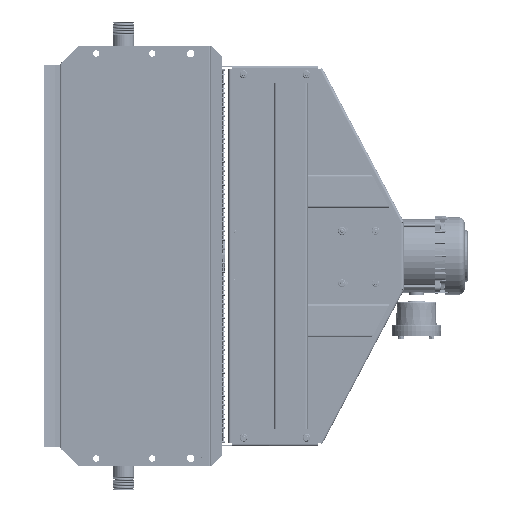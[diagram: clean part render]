
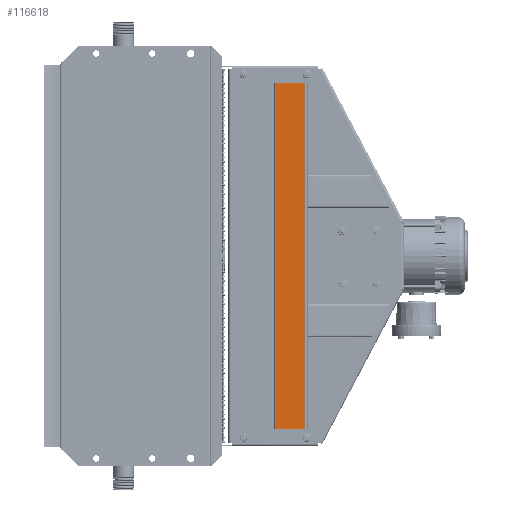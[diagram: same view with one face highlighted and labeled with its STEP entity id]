
A CAD part, front view. The second image highlights one B-rep face of the part: STEP entity #116618.
In plain terms, the highlighted planar face has unit normal (0, -1, 0).
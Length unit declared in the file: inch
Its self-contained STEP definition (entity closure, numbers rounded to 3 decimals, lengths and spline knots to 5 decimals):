
#1839 = CARTESIAN_POINT ( 'NONE',  ( 16.26456, -6.0049, 15.5 ) ) ;
#15283 = VERTEX_POINT ( 'NONE', #53909 ) ;
#32003 = EDGE_CURVE ( 'NONE', #261147, #15283, #116984, .T. ) ;
#45535 = CARTESIAN_POINT ( 'NONE',  ( 13.47456, -6.0049, -15.5 ) ) ;
#53909 = CARTESIAN_POINT ( 'NONE',  ( 13.68456, -6.0049, 15.5 ) ) ;
#69734 = PLANE ( 'NONE',  #198224 ) ;
#70272 = CARTESIAN_POINT ( 'NONE',  ( 13.68456, -6.0049, -15.5 ) ) ;
#70636 = CARTESIAN_POINT ( 'NONE',  ( 13.47456, -6.0049, -15.5 ) ) ;
#76984 = VECTOR ( 'NONE', #107590, 39.37008 ) ;
#84221 = CARTESIAN_POINT ( 'NONE',  ( 13.47456, -6.0049, 15.5 ) ) ;
#87130 = EDGE_CURVE ( 'NONE', #173424, #15283, #224441, .T. ) ;
#91432 = DIRECTION ( 'NONE',  ( 1., 0., 0. ) ) ;
#91791 = EDGE_LOOP ( 'NONE', ( #162599, #127935, #166627, #261576 ) ) ;
#92266 = EDGE_CURVE ( 'NONE', #198911, #261147, #204968, .T. ) ;
#95207 = CARTESIAN_POINT ( 'NONE',  ( 16.26456, -6.0049, -15.5 ) ) ;
#107590 = DIRECTION ( 'NONE',  ( -1., 0., 0. ) ) ;
#113039 = DIRECTION ( 'NONE',  ( 0., 0., 1. ) ) ;
#116618 = ADVANCED_FACE ( 'NONE', ( #201894 ), #69734, .F. ) ;
#116984 = LINE ( 'NONE', #84221, #164858 ) ;
#127935 = ORIENTED_EDGE ( 'NONE', *, *, #87130, .F. ) ;
#131708 = LINE ( 'NONE', #45535, #76984 ) ;
#162599 = ORIENTED_EDGE ( 'NONE', *, *, #32003, .T. ) ;
#164061 = VECTOR ( 'NONE', #113039, 39.37008 ) ;
#164858 = VECTOR ( 'NONE', #207419, 39.37008 ) ;
#166627 = ORIENTED_EDGE ( 'NONE', *, *, #205576, .F. ) ;
#168146 = CARTESIAN_POINT ( 'NONE',  ( 16.26456, -6.0049, -15.5 ) ) ;
#173424 = VERTEX_POINT ( 'NONE', #70272 ) ;
#175480 = CARTESIAN_POINT ( 'NONE',  ( 13.68456, -6.0049, -15.5 ) ) ;
#185821 = VECTOR ( 'NONE', #197755, 39.37008 ) ;
#197755 = DIRECTION ( 'NONE',  ( 0., 0., 1. ) ) ;
#198224 = AXIS2_PLACEMENT_3D ( 'NONE', #70636, #213628, #91432 ) ;
#198911 = VERTEX_POINT ( 'NONE', #168146 ) ;
#201894 = FACE_OUTER_BOUND ( 'NONE', #91791, .T. ) ;
#204968 = LINE ( 'NONE', #95207, #185821 ) ;
#205576 = EDGE_CURVE ( 'NONE', #198911, #173424, #131708, .T. ) ;
#207419 = DIRECTION ( 'NONE',  ( -1., 0., 0. ) ) ;
#213628 = DIRECTION ( 'NONE',  ( 0., 1., 0. ) ) ;
#224441 = LINE ( 'NONE', #175480, #164061 ) ;
#261147 = VERTEX_POINT ( 'NONE', #1839 ) ;
#261576 = ORIENTED_EDGE ( 'NONE', *, *, #92266, .T. ) ;
